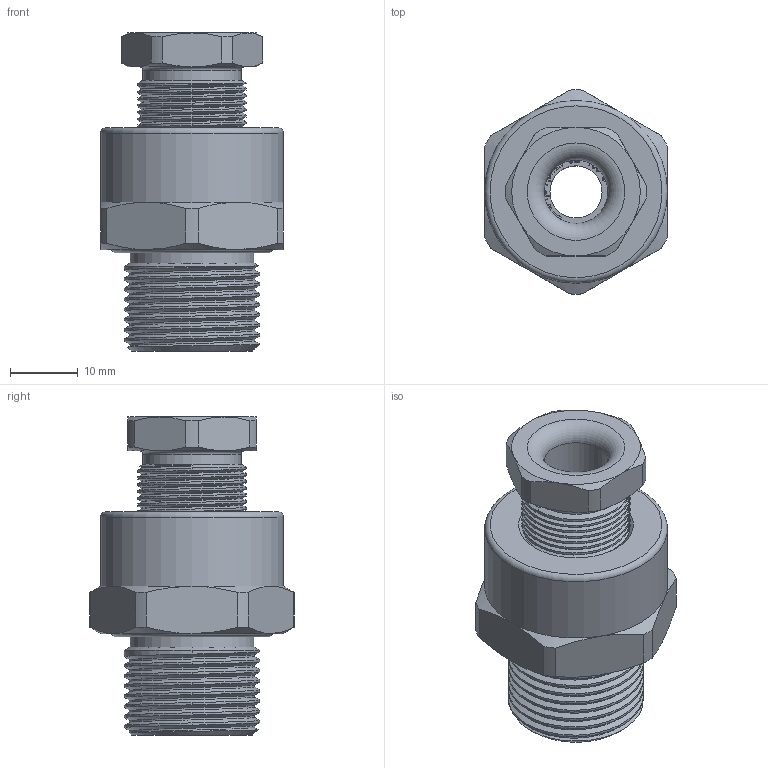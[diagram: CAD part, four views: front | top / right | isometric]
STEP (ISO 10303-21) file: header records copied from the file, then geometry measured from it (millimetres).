
FILE_DESCRIPTION(('HOOPS Exchange Step'),'2;1');
FILE_NAME('m20-b2-15mm-e204-622-conversion.step','2025-03-20T09:46:58+00:00',('root'),('Unknown organisation'),'HOOPS Exchange 2024.3','HOOPS Exchange','Unknown authorisation');
FILE_SCHEMA( ('AP242_MANAGED_MODEL_BASED_3D_ENGINEERING_MIM_LF {1 0 10303 442 1 1 4 }') );
Length unit declared in the file: millimetre
Products named in the file (2): Default; m20-b2-15mm-e204-622-step
Assembly tree (1 placements, depth 2):
  m20-b2-15mm-e204-622-step
    Default
Bounding box: 27 x 30.17 x 47 mm (x, y, z)
Volume: 14912.1 mm3; surface area: 9625.8 mm2
Topology: 5 solids, 5 shells, 458 faces, 1216 edges, 800 vertices
Faces by surface type: plane 187, extrusion 130, cylinder 93, cone 35, torus 7, bspline 6
Full cylindrical faces by diameter (mm): 7.7 x1, 9.3 x1, 9.4 x1, 9.5 x1, 14.5 x1, 14.8 x2, 15 x23, 16 x23, 18.3 x1, 18.5 x8, 20 x7, 20.623 x1, 27 x1
Entity records: 46299 total; most frequent: CARTESIAN_POINT 35536, ORIENTED_EDGE 2432, DIRECTION 1712, EDGE_CURVE 1216, VERTEX_POINT 800, VECTOR 774, LINE 644, EDGE_LOOP 500
